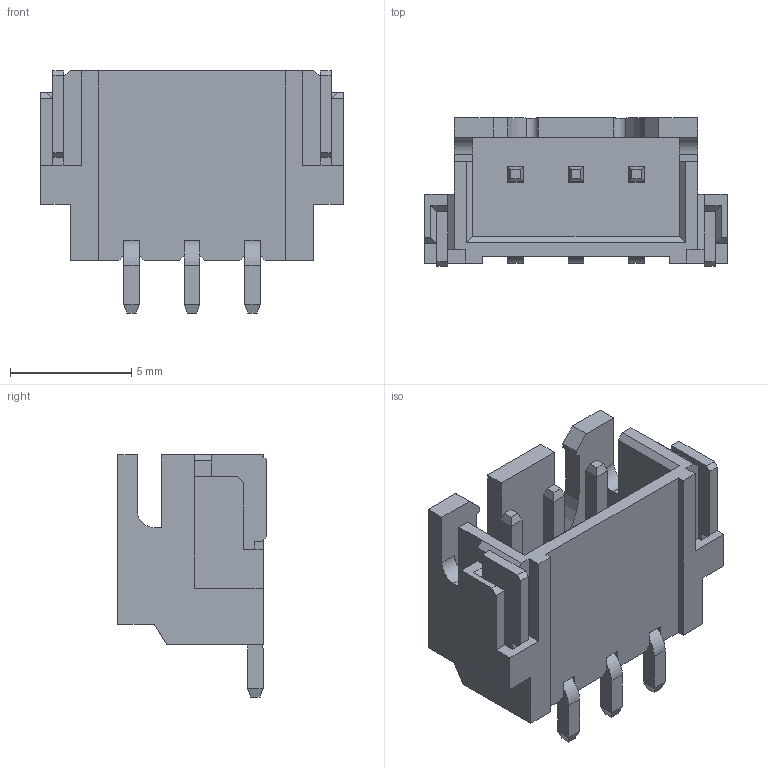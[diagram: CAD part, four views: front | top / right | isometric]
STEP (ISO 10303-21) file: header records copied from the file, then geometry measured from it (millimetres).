
FILE_DESCRIPTION (( 'STEP AP214' ), '1' );
FILE_NAME ('S3B-XH-SM4-TB(LF)(SN).STEP', '2024-01-04T06:47:31', ( '' ), ( '' ), 'SwSTEP 2.0', 'SolidWorks 2021', '' );
FILE_SCHEMA (( 'AUTOMOTIVE_DESIGN' ));
Length unit declared in the file: millimetre
Products named in the file (3): pin^SxB-XH-SM4-TB Ass; S3B-XH-SM4-TB(LF)(SN); SxB-XH-SM4-TB_3
Assembly tree (4 placements, depth 2):
  S3B-XH-SM4-TB(LF)(SN)
    SxB-XH-SM4-TB_3
    pin^SxB-XH-SM4-TB Ass  x3
Bounding box: 12.5 x 6.12 x 10 mm (x, y, z)
Volume: 268.4 mm3; surface area: 705.1 mm2
Topology: 6 solids, 6 shells, 183 faces, 490 edges, 316 vertices
Faces by surface type: plane 168, cylinder 15
Entity records: 4572 total; most frequent: CARTESIAN_POINT 796, ORIENTED_EDGE 784, DIRECTION 706, EDGE_CURVE 392, VECTOR 374, LINE 374, VERTEX_POINT 256, AXIS2_PLACEMENT_3D 166
